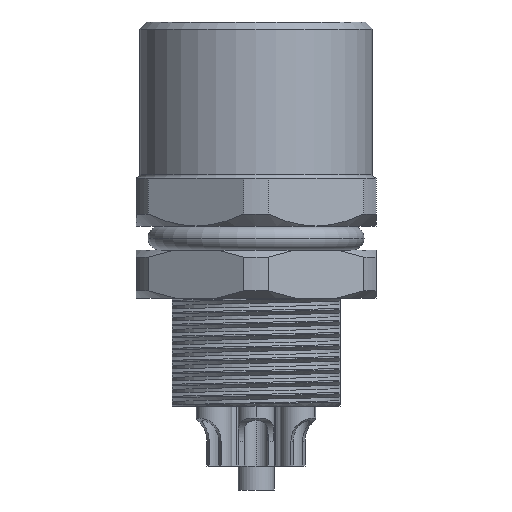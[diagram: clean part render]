
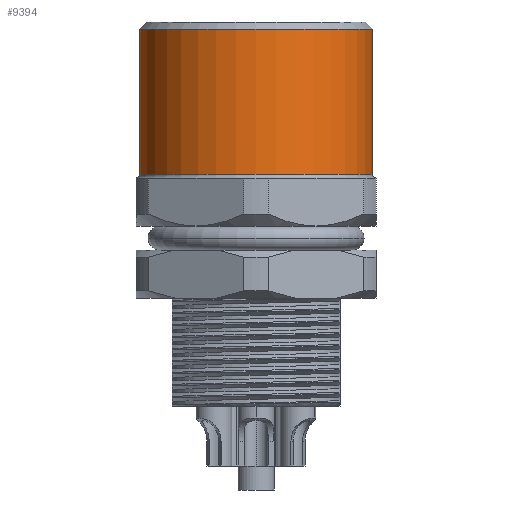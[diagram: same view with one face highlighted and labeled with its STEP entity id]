
A CAD part, front view. The second image highlights one B-rep face of the part: STEP entity #9394.
In plain terms, the highlighted cylindrical face has radius 4.85 mm (diameter 9.7 mm), a partial arc.
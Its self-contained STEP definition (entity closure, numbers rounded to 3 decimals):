
#3809=DIRECTION('',(0.,0.,1.));
#3810=VECTOR('',#3809,6.05);
#3811=CARTESIAN_POINT('',(4.85,0.,-0.15));
#3812=LINE('',#3811,#3810);
#3828=CARTESIAN_POINT('',(0.,0.,-0.15));
#3829=DIRECTION('',(0.,0.,-1.));
#3830=DIRECTION('',(1.,0.,0.));
#3831=AXIS2_PLACEMENT_3D('',#3828,#3829,#3830);
#3833=DIRECTION('',(0.,0.,1.));
#3834=VECTOR('',#3833,6.05);
#3835=CARTESIAN_POINT('',(-4.85,0.,-0.15));
#3836=LINE('',#3835,#3834);
#3837=CARTESIAN_POINT('',(0.,0.,5.9));
#3838=DIRECTION('',(0.,0.,1.));
#3839=DIRECTION('',(-1.,0.,0.));
#3840=AXIS2_PLACEMENT_3D('',#3837,#3838,#3839);
#8725=CARTESIAN_POINT('',(-4.85,0.,5.9));
#8726=CARTESIAN_POINT('',(4.85,0.,5.9));
#8727=VERTEX_POINT('',#8725);
#8728=VERTEX_POINT('',#8726);
#8841=CARTESIAN_POINT('',(4.85,0.,-0.15));
#8842=CARTESIAN_POINT('',(-4.85,0.,-0.15));
#8843=VERTEX_POINT('',#8841);
#8844=VERTEX_POINT('',#8842);
#9383=CARTESIAN_POINT('',(0.,0.,-0.3));
#9384=DIRECTION('',(0.,0.,1.));
#9385=DIRECTION('',(1.,0.,0.));
#9386=AXIS2_PLACEMENT_3D('',#9383,#9384,#9385);
#9387=CYLINDRICAL_SURFACE('',#9386,4.85);
#9388=ORIENTED_EDGE('',*,*,#9370,.T.);
#9389=ORIENTED_EDGE('',*,*,#9341,.T.);
#9390=ORIENTED_EDGE('',*,*,#9311,.T.);
#9391=ORIENTED_EDGE('',*,*,#9338,.F.);
#9392=EDGE_LOOP('',(#9388,#9389,#9390,#9391));
#9393=FACE_OUTER_BOUND('',#9392,.F.);
#3832=CIRCLE('',#3831,4.85);
#3841=CIRCLE('',#3840,4.85);
#9311=EDGE_CURVE('',#8727,#8728,#3841,.T.);
#9338=EDGE_CURVE('',#8843,#8728,#3812,.T.);
#9341=EDGE_CURVE('',#8844,#8727,#3836,.T.);
#9370=EDGE_CURVE('',#8843,#8844,#3832,.T.);
#9394=ADVANCED_FACE('',(#9393),#9387,.T.);
